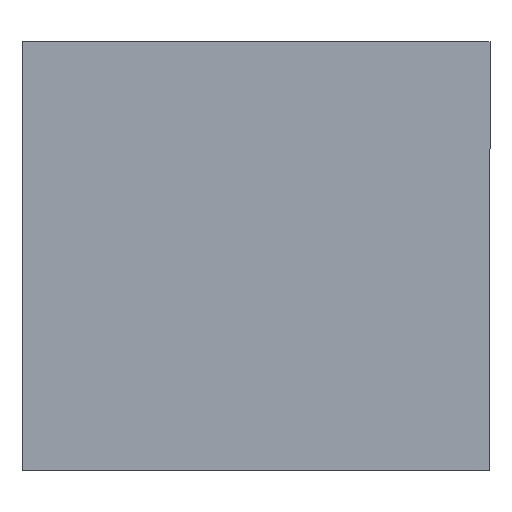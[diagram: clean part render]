
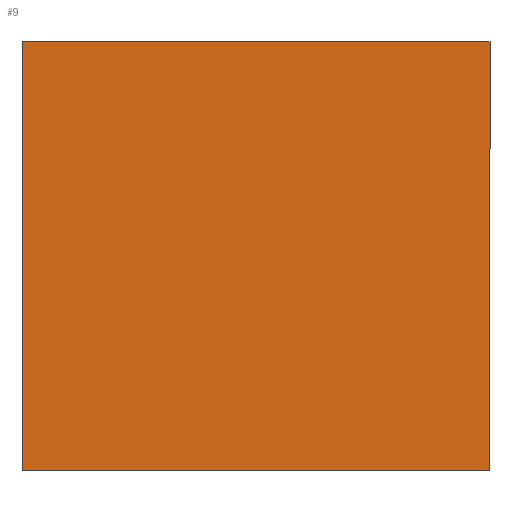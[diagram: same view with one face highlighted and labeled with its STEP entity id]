
A CAD part, front view. The second image highlights one B-rep face of the part: STEP entity #9.
In plain terms, the highlighted planar face has unit normal (0, -1, 0).
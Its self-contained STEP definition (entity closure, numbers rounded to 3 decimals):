
#9 = ADVANCED_FACE ( 'NONE', ( #219 ), #71, .F. ) ;
#13 = CARTESIAN_POINT ( 'NONE',  ( 12., 0., 11. ) ) ;
#22 = ORIENTED_EDGE ( 'NONE', *, *, #200, .F. ) ;
#23 = ORIENTED_EDGE ( 'NONE', *, *, #180, .F. ) ;
#33 = CARTESIAN_POINT ( 'NONE',  ( 12., 0., -11. ) ) ;
#50 = DIRECTION ( 'NONE',  ( 0., 0., 1. ) ) ;
#51 = CARTESIAN_POINT ( 'NONE',  ( -12., 0., 11. ) ) ;
#71 = PLANE ( 'NONE',  #170 ) ;
#86 = VERTEX_POINT ( 'NONE', #246 ) ;
#97 = VECTOR ( 'NONE', #189, 1000. ) ;
#114 = VERTEX_POINT ( 'NONE', #233 ) ;
#117 = CARTESIAN_POINT ( 'NONE',  ( -12., 0., 11. ) ) ;
#121 = ORIENTED_EDGE ( 'NONE', *, *, #274, .F. ) ;
#133 = LINE ( 'NONE', #157, #276 ) ;
#157 = CARTESIAN_POINT ( 'NONE',  ( -12., 0., -11. ) ) ;
#160 = LINE ( 'NONE', #206, #283 ) ;
#162 = LINE ( 'NONE', #33, #97 ) ;
#170 = AXIS2_PLACEMENT_3D ( 'NONE', #278, #248, #198 ) ;
#180 = EDGE_CURVE ( 'NONE', #86, #114, #160, .T. ) ;
#187 = EDGE_CURVE ( 'NONE', #114, #319, #133, .T. ) ;
#189 = DIRECTION ( 'NONE',  ( 0., 0., -1. ) ) ;
#198 = DIRECTION ( 'NONE',  ( 0., 0., 1. ) ) ;
#200 = EDGE_CURVE ( 'NONE', #319, #317, #253, .T. ) ;
#206 = CARTESIAN_POINT ( 'NONE',  ( -12., 0., -11. ) ) ;
#210 = VECTOR ( 'NONE', #285, 1000. ) ;
#219 = FACE_OUTER_BOUND ( 'NONE', #287, .T. ) ;
#230 = DIRECTION ( 'NONE',  ( -1., 0., 0. ) ) ;
#233 = CARTESIAN_POINT ( 'NONE',  ( -12., 0., -11. ) ) ;
#239 = ORIENTED_EDGE ( 'NONE', *, *, #187, .F. ) ;
#246 = CARTESIAN_POINT ( 'NONE',  ( 12., 0., -11. ) ) ;
#248 = DIRECTION ( 'NONE',  ( 0., 1., 0. ) ) ;
#253 = LINE ( 'NONE', #51, #210 ) ;
#274 = EDGE_CURVE ( 'NONE', #317, #86, #162, .T. ) ;
#276 = VECTOR ( 'NONE', #50, 1000. ) ;
#278 = CARTESIAN_POINT ( 'NONE',  ( 0., 0., 0. ) ) ;
#283 = VECTOR ( 'NONE', #230, 1000. ) ;
#285 = DIRECTION ( 'NONE',  ( 1., 0., 0. ) ) ;
#287 = EDGE_LOOP ( 'NONE', ( #121, #22, #239, #23 ) ) ;
#317 = VERTEX_POINT ( 'NONE', #13 ) ;
#319 = VERTEX_POINT ( 'NONE', #117 ) ;
